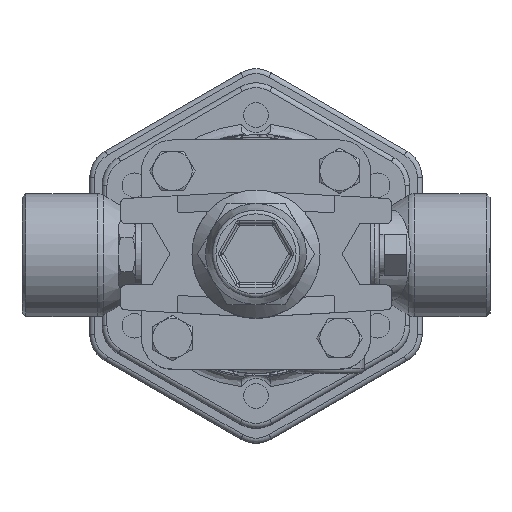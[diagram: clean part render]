
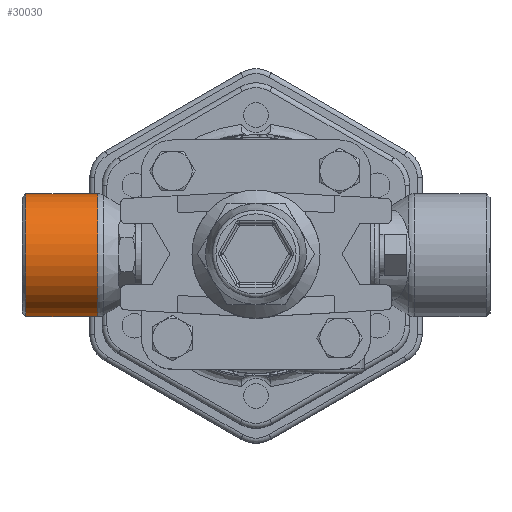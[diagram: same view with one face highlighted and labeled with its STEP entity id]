
A CAD part, top view. The second image highlights one B-rep face of the part: STEP entity #30030.
In plain terms, the highlighted cylindrical face has radius 25 mm (diameter 50 mm), a full revolution.
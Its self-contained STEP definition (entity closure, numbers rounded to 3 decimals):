
#30003=CARTESIAN_POINT('',(-79.,0.0,94.));
#30004=DIRECTION('',(-1.0,0.0,0.));
#30005=DIRECTION('',(0.0,0.0,1.0));
#30006=AXIS2_PLACEMENT_3D('',#30003,#30004,#30005);
#30007=CYLINDRICAL_SURFACE('',#30006,25.);
#30008=CARTESIAN_POINT('',(-64.34,0.,119.));
#30009=VERTEX_POINT('',#30008);
#30010=CARTESIAN_POINT('',(-64.34,0.0,94.));
#30011=DIRECTION('',(1.0,0.0,0.0));
#30012=DIRECTION('',(0.0,0.0,-1.0));
#30013=AXIS2_PLACEMENT_3D('',#30010,#30011,#30012);
#30014=CIRCLE('',#30013,25.);
#30015=EDGE_CURVE('',#30009,#30009,#30014,.T.);
#30016=ORIENTED_EDGE('',*,*,#30015,.F.);
#30017=EDGE_LOOP('',(#30016));
#30018=FACE_OUTER_BOUND('',#30017,.T.);
#30019=CARTESIAN_POINT('',(-93.5,0.,119.));
#30020=VERTEX_POINT('',#30019);
#30021=CARTESIAN_POINT('',(-93.5,0.0,94.0));
#30022=DIRECTION('',(-1.0,0.0,0.0));
#30023=DIRECTION('',(0.0,0.0,-1.0));
#30024=AXIS2_PLACEMENT_3D('',#30021,#30022,#30023);
#30025=CIRCLE('',#30024,25.);
#30026=EDGE_CURVE('',#30020,#30020,#30025,.T.);
#30027=ORIENTED_EDGE('',*,*,#30026,.F.);
#30028=EDGE_LOOP('',(#30027));
#30029=FACE_BOUND('',#30028,.T.);
#30030=ADVANCED_FACE('',(#30018,#30029),#30007,.T.);
